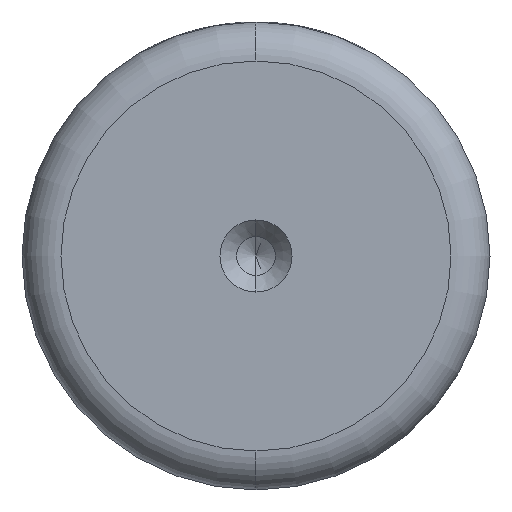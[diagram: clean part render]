
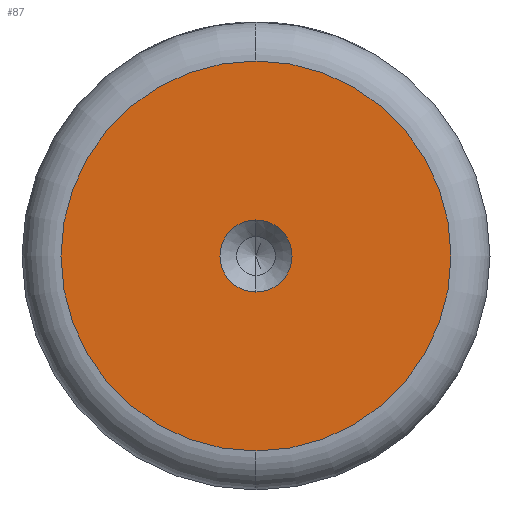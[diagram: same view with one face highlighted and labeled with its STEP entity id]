
A CAD part, left-side view. The second image highlights one B-rep face of the part: STEP entity #87.
In plain terms, the highlighted planar face has unit normal (-1, 0, 0).
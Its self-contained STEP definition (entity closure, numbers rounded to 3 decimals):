
#87 = ADVANCED_FACE ( 'NONE', ( #97, #101 ), #775, .T. ) ;
#97 = FACE_BOUND ( 'NONE', #331, .T. ) ;
#101 = FACE_OUTER_BOUND ( 'NONE', #508, .T. ) ;
#102 = CIRCLE ( 'NONE', #791, 10. ) ;
#108 = ORIENTED_EDGE ( 'NONE', *, *, #1193, .F. ) ;
#221 = ORIENTED_EDGE ( 'NONE', *, *, #817, .T. ) ;
#222 = ORIENTED_EDGE ( 'NONE', *, *, #1061, .T. ) ;
#224 = CARTESIAN_POINT ( 'NONE',  ( 0., 0., 0. ) ) ;
#330 = VERTEX_POINT ( 'NONE', #385 ) ;
#331 = EDGE_LOOP ( 'NONE', ( #108, #913 ) ) ;
#336 = DIRECTION ( 'NONE',  ( 0., 0., 1. ) ) ;
#360 = DIRECTION ( 'NONE',  ( -1., 0., 0. ) ) ;
#370 = DIRECTION ( 'NONE',  ( -1., 0., 0. ) ) ;
#385 = CARTESIAN_POINT ( 'NONE',  ( 0., 0., -10. ) ) ;
#415 = CIRCLE ( 'NONE', #467, 1.85 ) ;
#442 = DIRECTION ( 'NONE',  ( -1., 0., 0. ) ) ;
#467 = AXIS2_PLACEMENT_3D ( 'NONE', #224, #976, #336 ) ;
#468 = VERTEX_POINT ( 'NONE', #501 ) ;
#501 = CARTESIAN_POINT ( 'NONE',  ( 0., 0., 10. ) ) ;
#503 = DIRECTION ( 'NONE',  ( -1., 0., 0. ) ) ;
#508 = EDGE_LOOP ( 'NONE', ( #222, #221 ) ) ;
#537 = CIRCLE ( 'NONE', #583, 1.85 ) ;
#583 = AXIS2_PLACEMENT_3D ( 'NONE', #1157, #503, #1264 ) ;
#652 = AXIS2_PLACEMENT_3D ( 'NONE', #1094, #442, #1207 ) ;
#710 = CIRCLE ( 'NONE', #652, 10. ) ;
#775 = PLANE ( 'NONE',  #1286 ) ;
#791 = AXIS2_PLACEMENT_3D ( 'NONE', #1010, #370, #1128 ) ;
#817 = EDGE_CURVE ( 'NONE', #330, #468, #102, .T. ) ;
#852 = VERTEX_POINT ( 'NONE', #1134 ) ;
#890 = VERTEX_POINT ( 'NONE', #1241 ) ;
#913 = ORIENTED_EDGE ( 'NONE', *, *, #1301, .F. ) ;
#976 = DIRECTION ( 'NONE',  ( -1., 0., 0. ) ) ;
#996 = CARTESIAN_POINT ( 'NONE',  ( 0., 0., 0. ) ) ;
#1010 = CARTESIAN_POINT ( 'NONE',  ( 0., 0., 0. ) ) ;
#1061 = EDGE_CURVE ( 'NONE', #468, #330, #710, .T. ) ;
#1094 = CARTESIAN_POINT ( 'NONE',  ( 0., 0., 0. ) ) ;
#1112 = DIRECTION ( 'NONE',  ( 0., 0., 1. ) ) ;
#1128 = DIRECTION ( 'NONE',  ( 0., 0., 1. ) ) ;
#1134 = CARTESIAN_POINT ( 'NONE',  ( 0., 0., -1.85 ) ) ;
#1157 = CARTESIAN_POINT ( 'NONE',  ( 0., 0., 0. ) ) ;
#1193 = EDGE_CURVE ( 'NONE', #890, #852, #537, .T. ) ;
#1207 = DIRECTION ( 'NONE',  ( 0., 0., 1. ) ) ;
#1241 = CARTESIAN_POINT ( 'NONE',  ( 0., 0., 1.85 ) ) ;
#1264 = DIRECTION ( 'NONE',  ( 0., 0., 1. ) ) ;
#1286 = AXIS2_PLACEMENT_3D ( 'NONE', #996, #360, #1112 ) ;
#1301 = EDGE_CURVE ( 'NONE', #852, #890, #415, .T. ) ;
